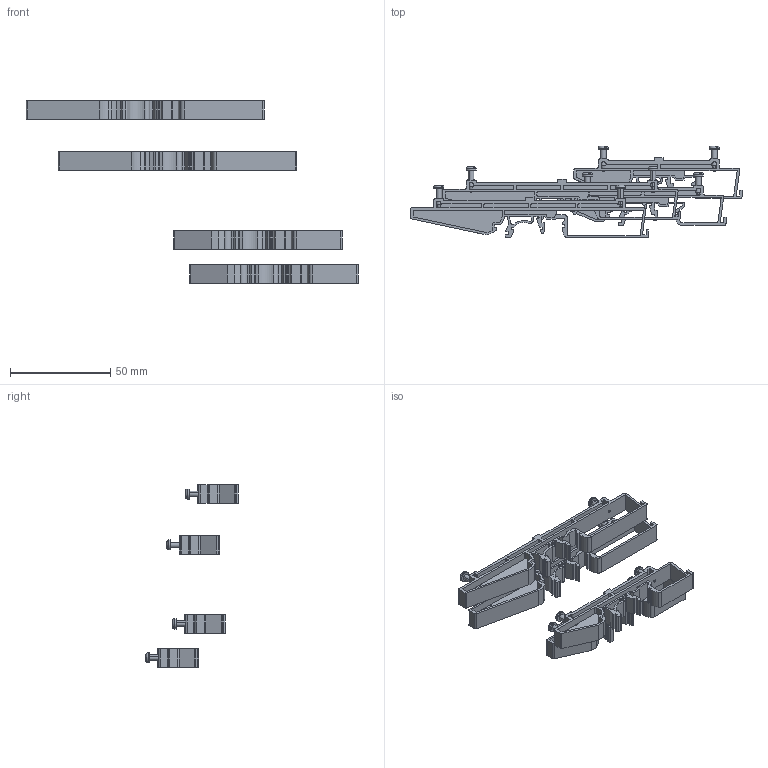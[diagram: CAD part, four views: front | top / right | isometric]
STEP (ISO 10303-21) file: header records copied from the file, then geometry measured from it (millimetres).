
FILE_DESCRIPTION (( 'STEP AP214' ), '1' );
FILE_NAME ('DRBB-DRBS.STEP', '2024-01-19T05:22:38', ( '' ), ( '' ), 'SwSTEP 2.0', 'SolidWorks 2017', '' );
FILE_SCHEMA (( 'AUTOMOTIVE_DESIGN' ));
Length unit declared in the file: millimetre
Products named in the file (6): DRBB-DRBS; Rail Mounting Bracket- Big; Rail Mounting Bracket- small; Side Screw
Assembly tree (10 placements, depth 3):
  DRBB-DRBS
    Rail Mounting Bracket- small  x2
      Rail Mounting Bracket- small
      Side Screw
    Rail Mounting Bracket- Big  x2
      Rail Mounting Bracket- Big
      Side Screw
Bounding box: 165.83 x 46.06 x 91.1 mm (x, y, z)
Volume: 21457.2 mm3; surface area: 34414.4 mm2
Topology: 12 solids, 12 shells, 1196 faces, 3524 edges, 2330 vertices
Faces by surface type: plane 656, cylinder 444, cone 40, bspline 32, torus 24
Entity records: 23694 total; most frequent: CARTESIAN_POINT 3574, ORIENTED_EDGE 3146, DIRECTION 3015, EDGE_CURVE 1573, LINE 1075, VECTOR 1075, VERTEX_POINT 1048, AXIS2_PLACEMENT_3D 970
